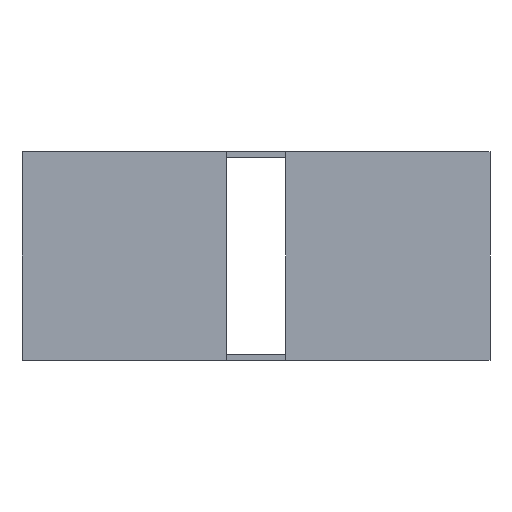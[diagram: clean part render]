
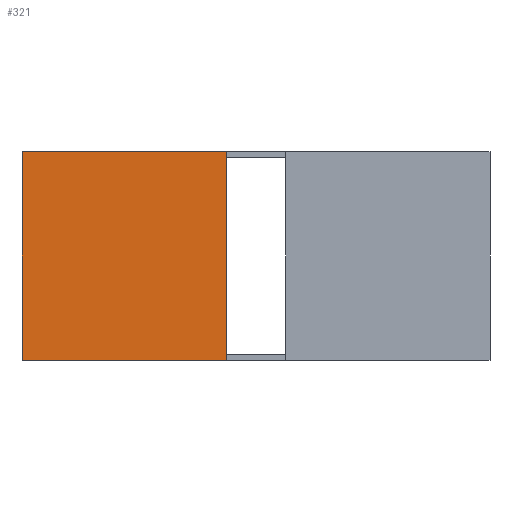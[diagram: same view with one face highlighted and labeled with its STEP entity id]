
A CAD part, front view. The second image highlights one B-rep face of the part: STEP entity #321.
In plain terms, the highlighted planar face has unit normal (0, -1, 0).
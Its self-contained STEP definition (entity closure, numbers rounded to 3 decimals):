
#21=FACE_OUTER_BOUND('',#38,.T.);
#38=EDGE_LOOP('',(#239,#240,#241,#242));
#51=LINE('',#448,#95);
#67=LINE('',#479,#111);
#72=LINE('',#489,#116);
#73=LINE('',#490,#117);
#95=VECTOR('',#368,10.);
#111=VECTOR('',#392,10.);
#116=VECTOR('',#399,10.);
#117=VECTOR('',#400,10.);
#139=VERTEX_POINT('',#446);
#140=VERTEX_POINT('',#447);
#151=VERTEX_POINT('',#478);
#155=VERTEX_POINT('',#488);
#167=EDGE_CURVE('',#139,#140,#51,.T.);
#183=EDGE_CURVE('',#151,#139,#67,.T.);
#188=EDGE_CURVE('',#140,#155,#72,.T.);
#189=EDGE_CURVE('',#155,#151,#73,.T.);
#239=ORIENTED_EDGE('',*,*,#167,.T.);
#240=ORIENTED_EDGE('',*,*,#188,.T.);
#241=ORIENTED_EDGE('',*,*,#189,.T.);
#242=ORIENTED_EDGE('',*,*,#183,.T.);
#304=PLANE('',#352);
#321=ADVANCED_FACE('',(#21),#304,.F.);
#352=AXIS2_PLACEMENT_3D('',#487,#397,#398);
#368=DIRECTION('',(0.,0.,1.));
#392=DIRECTION('',(1.,0.,0.));
#397=DIRECTION('center_axis',(0.,1.,0.));
#398=DIRECTION('ref_axis',(1.,0.,0.));
#399=DIRECTION('',(-1.,0.,0.));
#400=DIRECTION('',(0.,0.,-1.));
#446=CARTESIAN_POINT('',(66.,0.,-67.5));
#447=CARTESIAN_POINT('',(66.,0.,2.5));
#448=CARTESIAN_POINT('',(66.,0.,-15.));
#478=CARTESIAN_POINT('',(-2.5,0.,-67.5));
#479=CARTESIAN_POINT('',(-2.5,0.,-67.5));
#487=CARTESIAN_POINT('Origin',(76.,0.,-32.5));
#488=CARTESIAN_POINT('',(-2.5,0.,2.5));
#489=CARTESIAN_POINT('',(154.5,0.,2.5));
#490=CARTESIAN_POINT('',(-2.5,0.,2.5));
